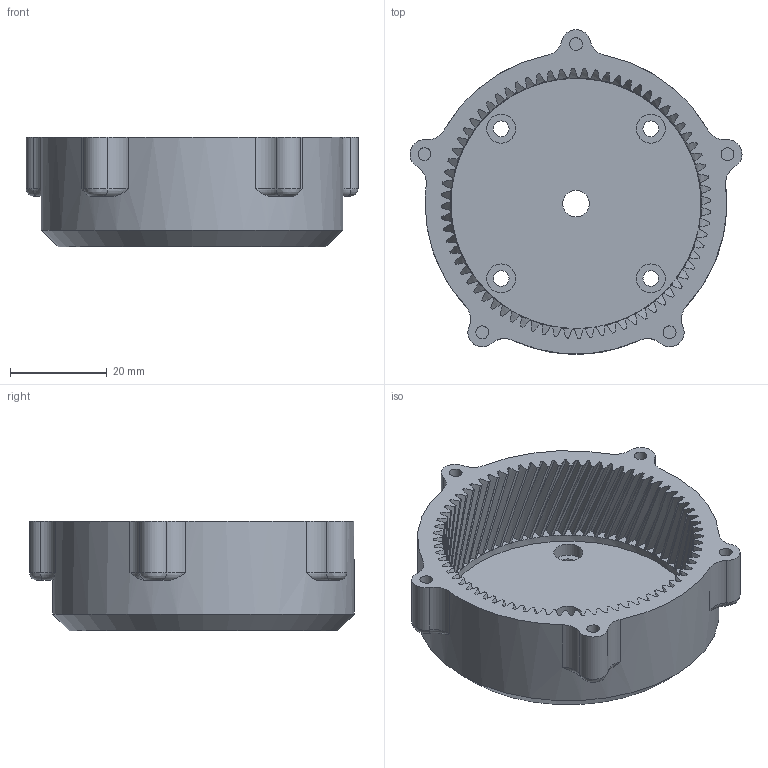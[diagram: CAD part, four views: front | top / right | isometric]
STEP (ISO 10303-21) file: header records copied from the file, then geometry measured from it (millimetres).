
FILE_DESCRIPTION(/* description */ (''),/* implementation_level */ '2;1');
FILE_NAME(/* name */ 'HighRedHousingHel.step',/* time_stamp */ '2023-11-23T20:40:49-05:00',/* author */ (''),/* organization */ (''),/* preprocessor_version */ 'ST-DEVELOPER v20',/* originating_system */ 'Autodesk Translation Framework v12.14.0.127',/* authorisation */ '');
FILE_SCHEMA (('AUTOMOTIVE_DESIGN { 1 0 10303 214 3 1 1 }'));
Length unit declared in the file: millimetre
Products named in the file (1): HighRedHousingHel
Bounding box: 68.77 x 67.25 x 22.75 mm (x, y, z)
Volume: 25700.3 mm3; surface area: 18309.7 mm2
Topology: 1 solids, 1 shells, 424 faces, 1080 edges, 668 vertices
Faces by surface type: bspline 293, plane 89, cylinder 31, torus 10, cone 1
Full cylindrical faces by diameter (mm): 2.65 x5, 3.25 x4, 5.5 x1, 6 x4, 52.098 x1, 62.5 x1
Entity records: 26462 total; most frequent: CARTESIAN_POINT 18225, ORIENTED_EDGE 2160, EDGE_CURVE 1080, DIRECTION 1071, VERTEX_POINT 668, AXIS2_PLACEMENT_3D 517, B_SPLINE_CURVE_WITH_KNOTS 514, EDGE_LOOP 444
